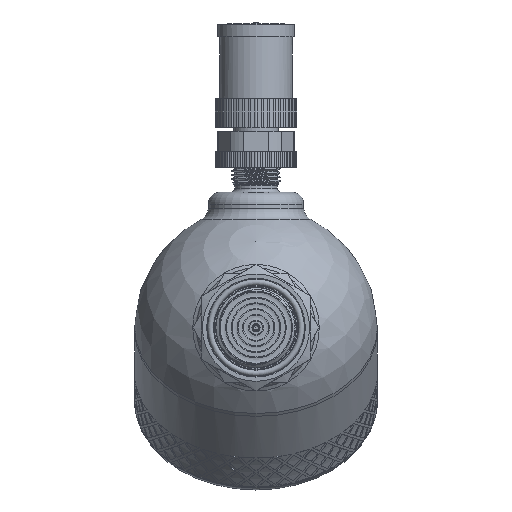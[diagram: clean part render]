
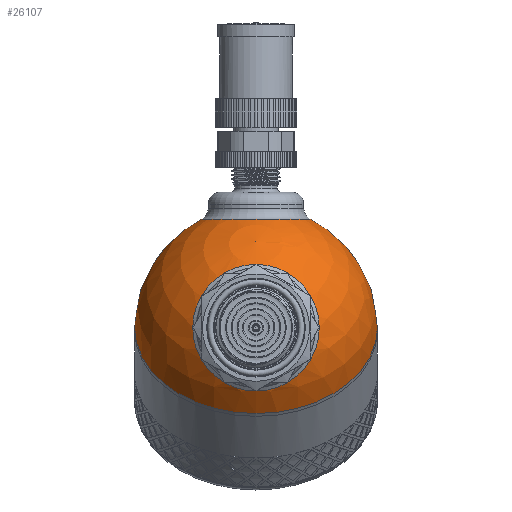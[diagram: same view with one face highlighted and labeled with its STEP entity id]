
A CAD part, left-side view. The second image highlights one B-rep face of the part: STEP entity #26107.
In plain terms, the highlighted spherical face has radius 30 mm.
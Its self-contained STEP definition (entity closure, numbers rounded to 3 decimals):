
#141=SPHERICAL_SURFACE('',#27626,30.);
#186=CIRCLE('',#27623,15.643);
#189=CIRCLE('',#27627,30.);
#190=CIRCLE('',#27628,30.);
#191=CIRCLE('',#27629,30.);
#192=CIRCLE('',#27630,13.5);
#1158=FACE_BOUND('',#5729,.T.);
#1159=FACE_BOUND('',#5730,.T.);
#4024=FACE_OUTER_BOUND('',#5728,.T.);
#5728=EDGE_LOOP('',(#18600,#18601,#18602,#18603));
#5729=EDGE_LOOP('',(#18604));
#5730=EDGE_LOOP('',(#18605));
#10567=VERTEX_POINT('',#40974);
#10569=VERTEX_POINT('',#40980);
#10570=VERTEX_POINT('',#40981);
#10571=VERTEX_POINT('',#40983);
#10572=VERTEX_POINT('',#40986);
#13611=EDGE_CURVE('',#10567,#10567,#186,.T.);
#13614=EDGE_CURVE('',#10569,#10570,#189,.T.);
#13615=EDGE_CURVE('',#10569,#10571,#190,.T.);
#13616=EDGE_CURVE('',#10570,#10569,#191,.T.);
#13617=EDGE_CURVE('',#10572,#10572,#192,.T.);
#18600=ORIENTED_EDGE('',*,*,#13614,.F.);
#18601=ORIENTED_EDGE('',*,*,#13615,.T.);
#18602=ORIENTED_EDGE('',*,*,#13615,.F.);
#18603=ORIENTED_EDGE('',*,*,#13616,.F.);
#18604=ORIENTED_EDGE('',*,*,#13611,.F.);
#18605=ORIENTED_EDGE('',*,*,#13617,.F.);
#26107=ADVANCED_FACE('',(#4024,#1158,#1159),#141,.T.);
#27623=AXIS2_PLACEMENT_3D('',#40975,#29516,#29517);
#27626=AXIS2_PLACEMENT_3D('',#40979,#29522,#29523);
#27627=AXIS2_PLACEMENT_3D('',#40982,#29524,#29525);
#27628=AXIS2_PLACEMENT_3D('',#40984,#29526,#29527);
#27629=AXIS2_PLACEMENT_3D('',#40985,#29528,#29529);
#27630=AXIS2_PLACEMENT_3D('',#40987,#29530,#29531);
#29516=DIRECTION('center_axis',(-0.707,0.,0.707));
#29517=DIRECTION('ref_axis',(0.707,0.,0.707));
#29522=DIRECTION('center_axis',(1.,0.,0.));
#29523=DIRECTION('ref_axis',(0.,-1.,0.));
#29524=DIRECTION('center_axis',(1.,0.,0.));
#29525=DIRECTION('ref_axis',(0.,1.,0.));
#29526=DIRECTION('center_axis',(0.,0.,1.));
#29527=DIRECTION('ref_axis',(0.,1.,0.));
#29528=DIRECTION('center_axis',(1.,0.,0.));
#29529=DIRECTION('ref_axis',(0.,1.,0.));
#29530=DIRECTION('center_axis',(-0.707,0.,-0.707));
#29531=DIRECTION('ref_axis',(-0.707,0.,0.707));
#40974=CARTESIAN_POINT('',(-29.162,0.,7.04));
#40975=CARTESIAN_POINT('Origin',(-18.101,0.,18.101));
#40979=CARTESIAN_POINT('Origin',(0.,0.,0.));
#40980=CARTESIAN_POINT('',(0.,30.,0.));
#40981=CARTESIAN_POINT('',(0.,-30.,0.));
#40982=CARTESIAN_POINT('Origin',(0.,0.,0.));
#40983=CARTESIAN_POINT('',(-30.,0.,0.));
#40984=CARTESIAN_POINT('Origin',(0.,0.,0.));
#40985=CARTESIAN_POINT('Origin',(0.,0.,0.));
#40986=CARTESIAN_POINT('',(-9.398,0.,-28.49));
#40987=CARTESIAN_POINT('Origin',(-18.944,0.,-18.944));
